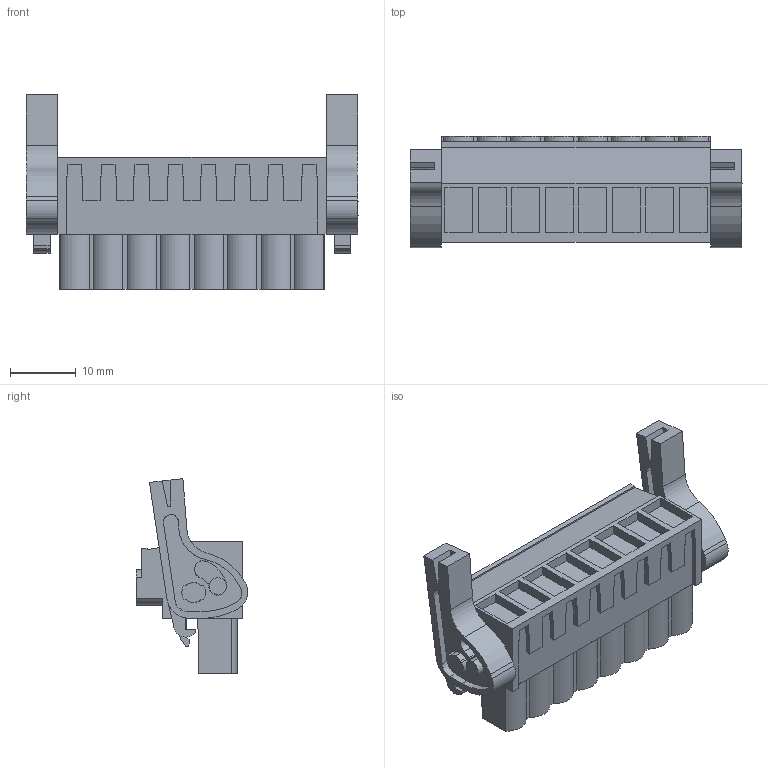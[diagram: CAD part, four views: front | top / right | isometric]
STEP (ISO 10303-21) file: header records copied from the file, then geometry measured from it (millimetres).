
FILE_DESCRIPTION(('CATIA V5 STEP','CAx-IF Rec.Pracs.--- Model Styling and Organization---1.2---2011-12-15'),'2;1');
FILE_NAME ('D1460001_0_1945120000_1945120000.stp','2017-05-23T06:49:56+00:00',('none'),('Weidmueller'),'CATIA Version 5-6 Release 2014','CATIA V5 STEP AP214','none');
FILE_SCHEMA(('AUTOMOTIVE_DESIGN { 1 0 10303 214 1 1 1 1 }'));
Length unit declared in the file: millimetre
Products named in the file (1): 1945120000
Bounding box: 50.34 x 16.91 x 29.52 mm (x, y, z)
Volume: 8744.4 mm3; surface area: 6727.8 mm2
Topology: 11 solids, 11 shells, 690 faces, 1925 edges, 1300 vertices
Faces by surface type: plane 544, cylinder 106, extrusion 40
Entity records: 21938 total; most frequent: CARTESIAN_POINT 5108, ORIENTED_EDGE 3850, DIRECTION 2753, EDGE_CURVE 1925, VECTOR 1629, LINE 1589, VERTEX_POINT 1300, EDGE_LOOP 741
